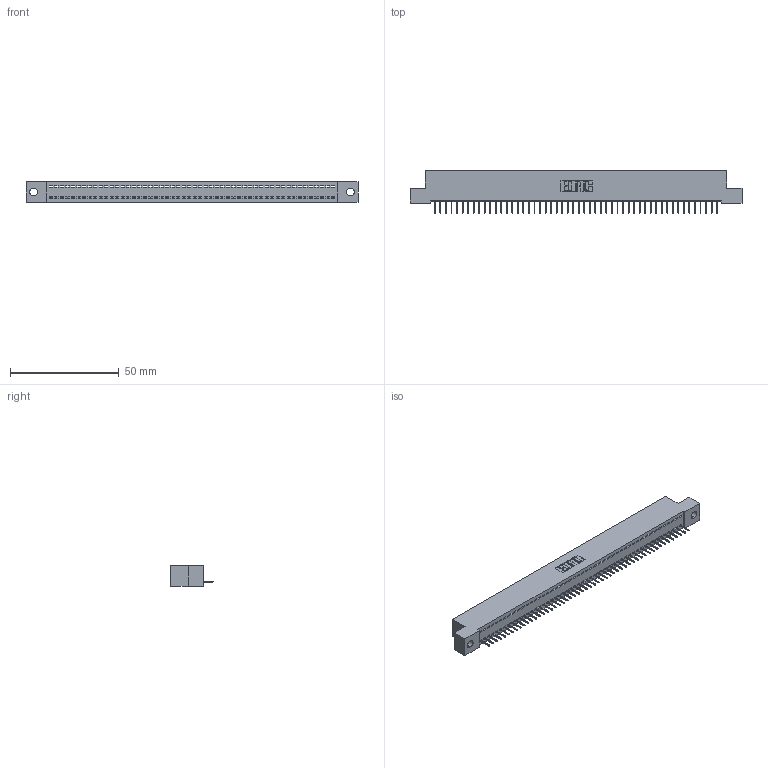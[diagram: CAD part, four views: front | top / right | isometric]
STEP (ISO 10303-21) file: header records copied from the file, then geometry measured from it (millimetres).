
FILE_DESCRIPTION (( 'STEP AP203' ), '1' );
FILE_NAME ('342-052-524-102.STEP', '2019-10-03T01:09:55', ( '' ), ( '' ), 'SwSTEP 2.0', 'SolidWorks 2016', '' );
FILE_SCHEMA (( 'CONFIG_CONTROL_DESIGN' ));
Length unit declared in the file: inch
Products named in the file (3): 342 Part_.128 Slot; 345-292-001_345-293-124; 342-052-524-102
Assembly tree (53 placements, depth 2):
  342-052-524-102
    342 Part_.128 Slot
    345-292-001_345-293-124  x52
Bounding box: 152.4 x 19.69 x 9.4 mm (x, y, z)
Volume: 13141.7 mm3; surface area: 18606.3 mm2
Topology: 53 solids, 53 shells, 3338 faces, 9671 edges, 6238 vertices
Faces by surface type: plane 2566, cylinder 772
Entity records: 30573 total; most frequent: CARTESIAN_POINT 5278, ORIENTED_EDGE 5266, DIRECTION 4433, EDGE_CURVE 2633, VECTOR 2509, LINE 2509, VERTEX_POINT 1750, AXIS2_PLACEMENT_3D 962
